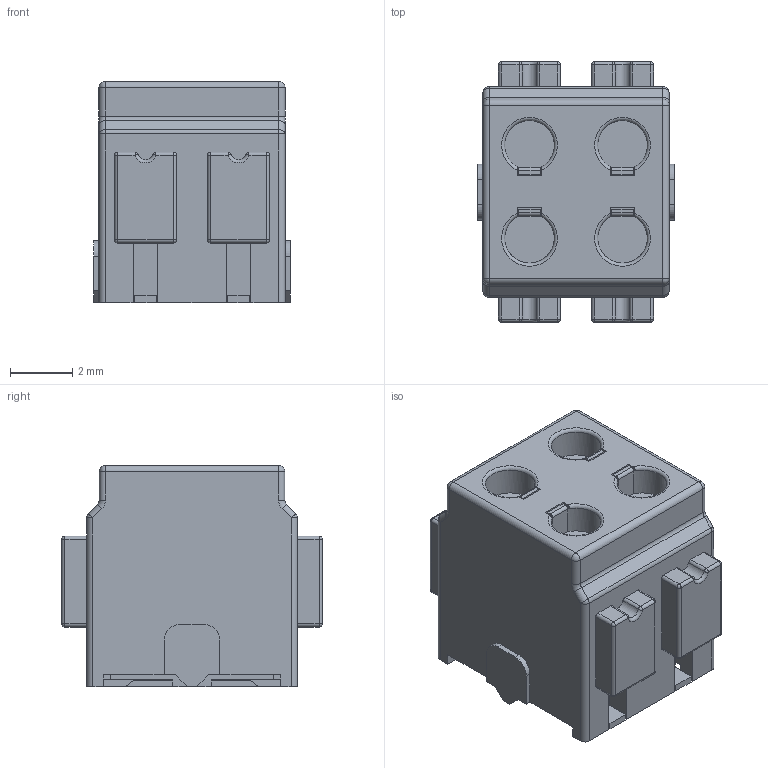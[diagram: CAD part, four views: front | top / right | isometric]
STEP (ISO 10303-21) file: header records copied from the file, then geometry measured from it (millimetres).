
FILE_DESCRIPTION(/* description */ (''),/* implementation_level */ '2;1');
FILE_NAME(/* name */ '5262-04.stp',/* time_stamp */ '2017-10-26T10:11:34+02:00',/* author */ ('andreas.larin'),/* organization */ (''),/* preprocessor_version */ 'ST-DEVELOPER v15.6',/* originating_system */ 'Autodesk Inventor 2015',/* authorisation */ '');
FILE_SCHEMA (('AUTOMOTIVE_DESIGN { 1 0 10303 214 3 1 1 }'));
Length unit declared in the file: millimetre
Products named in the file (1): 5262-04
Bounding box: 6.34 x 8.4 x 7.13 mm (x, y, z)
Volume: 285.5 mm3; surface area: 327.9 mm2
Topology: 1 solids, 1 shells, 286 faces, 700 edges, 420 vertices
Faces by surface type: plane 154, cylinder 88, sphere 32, torus 12
Entity records: 8385 total; most frequent: CARTESIAN_POINT 1479, DIRECTION 1470, ORIENTED_EDGE 1400, EDGE_CURVE 700, AXIS2_PLACEMENT_3D 491, LINE 488, VECTOR 488, VERTEX_POINT 420
